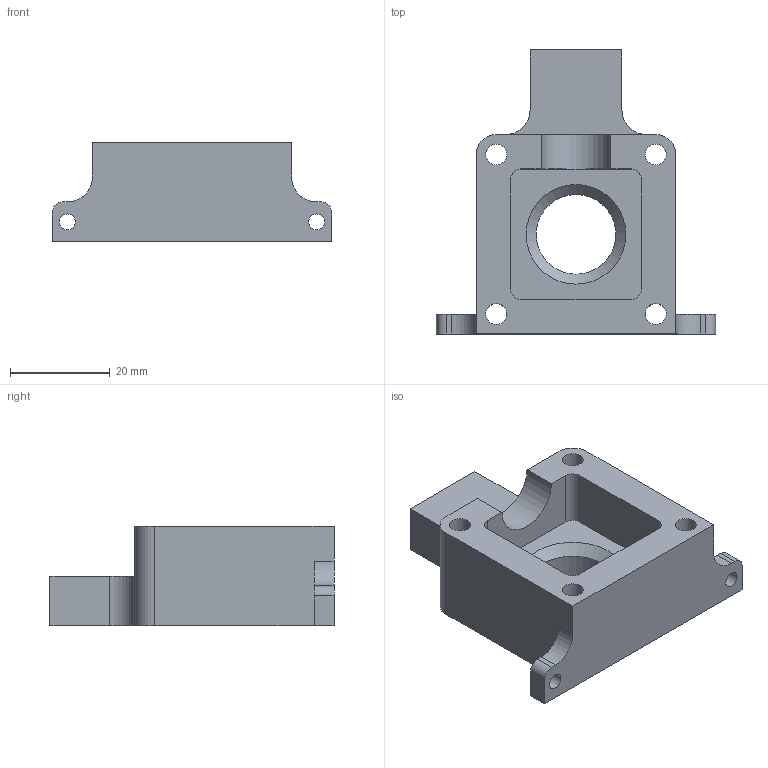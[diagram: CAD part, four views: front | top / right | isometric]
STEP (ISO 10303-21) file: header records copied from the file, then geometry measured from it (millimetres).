
FILE_DESCRIPTION(('FreeCAD Model'),'2;1');
FILE_NAME('housing_left.step','2020-04-28T15:30:32',(''),(''), 'Open CASCADE STEP processor 7.3','FreeCAD','Unknown');
FILE_SCHEMA(('AUTOMOTIVE_DESIGN { 1 0 10303 214 1 1 1 1 }'));
Length unit declared in the file: millimetre
Products named in the file (1): Chamfer001
Bounding box: 56 x 57 x 20 mm (x, y, z)
Volume: 24277.2 mm3; surface area: 9756.4 mm2
Topology: 1 solids, 1 shells, 46 faces, 125 edges, 83 vertices
Faces by surface type: plane 23, cylinder 22, cone 1
Full cylindrical faces by diameter (mm): 1.8 x2, 3.2 x2, 4.2 x4, 16 x1
Entity records: 3196 total; most frequent: CARTESIAN_POINT 629, DIRECTION 490, LINE 282, VECTOR 282, ORIENTED_EDGE 250, PCURVE 250, DEFINITIONAL_REPRESENTATION 250, EDGE_CURVE 125
